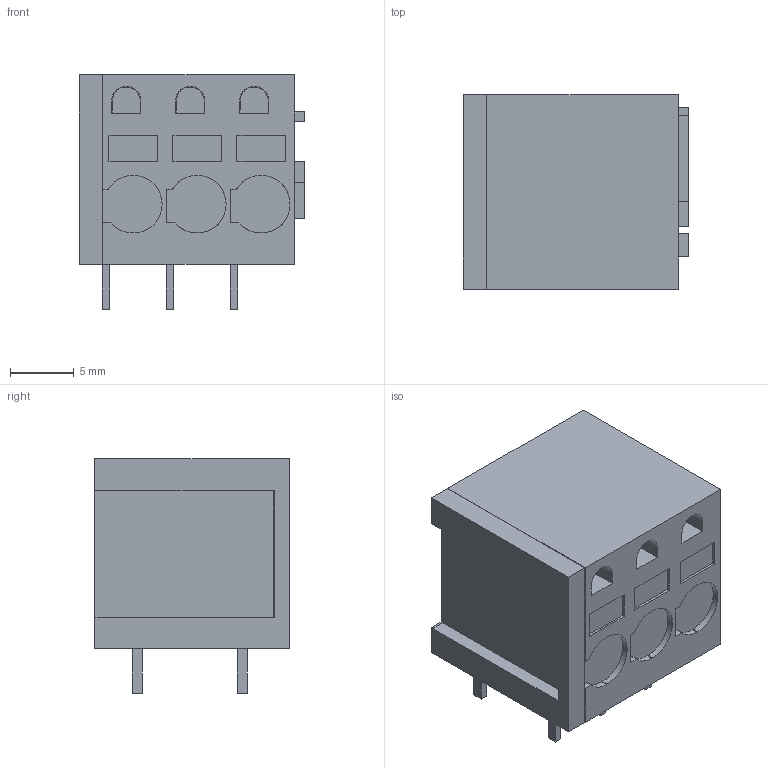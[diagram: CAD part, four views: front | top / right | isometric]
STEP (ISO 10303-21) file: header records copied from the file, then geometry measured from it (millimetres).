
FILE_DESCRIPTION(('CATIA V5 STEP Exchange','CAx-IF Rec.Pracs.--- Model Styling and Organization---1.4--- 2014-01-23'),'2;1');
FILE_NAME ('319497-3_1_1425290000_1425290000.stp','2022-08-10T12:55:05+00:00',('none'),('Weidmueller'),'CATIA Version 5-6 Release 2016 SP3 HF44','CATIA V5 STEP AP214','none');
FILE_SCHEMA(('AUTOMOTIVE_DESIGN { 1 0 10303 214 1 1 1 1 }'));
Length unit declared in the file: millimetre
Products named in the file (1): 1425290000
Bounding box: 17.63 x 15.2 x 18.3 mm (x, y, z)
Volume: 3606 mm3; surface area: 2188.1 mm2
Topology: 7 solids, 19 shells, 234 faces, 548 edges, 365 vertices
Faces by surface type: plane 183, cylinder 30, cone 9, bspline 6, extrusion 3, torus 3
Entity records: 7375 total; most frequent: CARTESIAN_POINT 1926, ORIENTED_EDGE 1096, DIRECTION 925, EDGE_CURVE 548, VECTOR 431, LINE 428, VERTEX_POINT 365, AXIS2_PLACEMENT_3D 278
